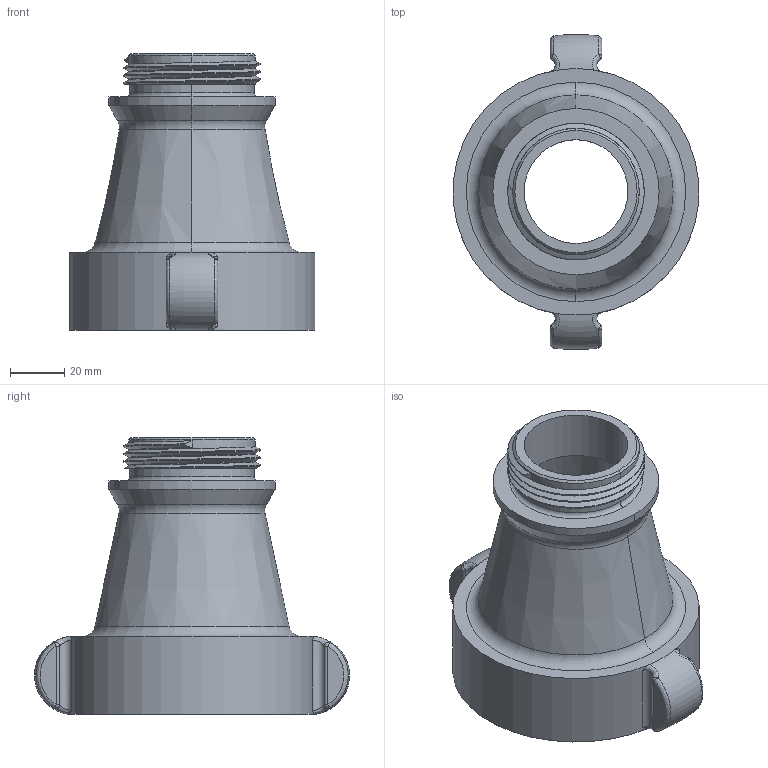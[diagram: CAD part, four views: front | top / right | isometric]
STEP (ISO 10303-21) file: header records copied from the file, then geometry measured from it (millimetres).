
FILE_DESCRIPTION((''),'2;1');
FILE_NAME('04220001_ASM','2016-08-10T',('sobri'),(''),'CREO PARAMETRIC BY PTC INC, 2015290','CREO PARAMETRIC BY PTC INC, 2015290','');
FILE_SCHEMA(('CONFIG_CONTROL_DESIGN'));
Length unit declared in the file: inch
Products named in the file (3): B31753; A30356; 04220001_ASM
Assembly tree (2 placements, depth 2):
  04220001_ASM
    B31753
    A30356
Bounding box: 90.17 x 115.75 x 101.6 mm (x, y, z)
Volume: 146105.4 mm3; surface area: 58229.4 mm2
Topology: 2 solids, 2 shells, 98 faces, 217 edges, 128 vertices
Faces by surface type: cylinder 35, bspline 24, plane 15, torus 8, sphere 8, cone 8
Entity records: 6169 total; most frequent: CARTESIAN_POINT 4096, ORIENTED_EDGE 434, DIRECTION 377, EDGE_CURVE 217, AXIS2_PLACEMENT_3D 161, VERTEX_POINT 128, EDGE_LOOP 107, FACE_OUTER_BOUND 98
